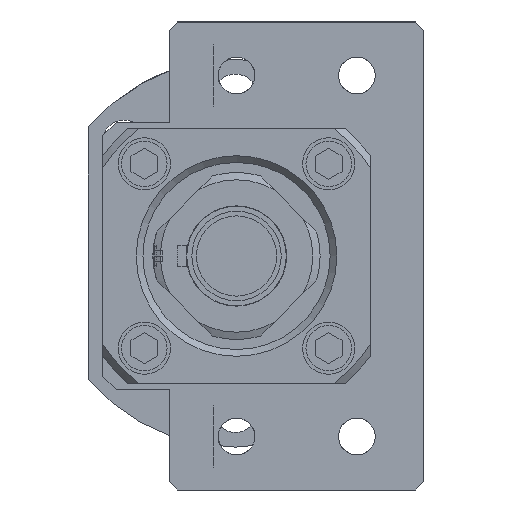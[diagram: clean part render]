
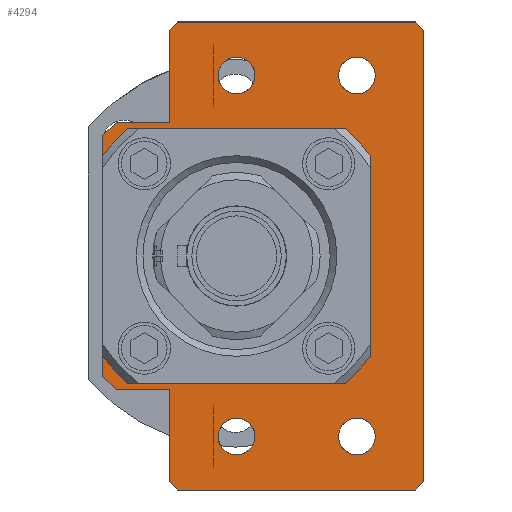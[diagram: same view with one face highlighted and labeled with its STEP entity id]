
A CAD part, left-side view. The second image highlights one B-rep face of the part: STEP entity #4294.
In plain terms, the highlighted face is planar.
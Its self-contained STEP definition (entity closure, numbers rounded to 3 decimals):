
#230=FACE_BOUND('',#814,.T.);
#231=FACE_BOUND('',#815,.T.);
#232=FACE_BOUND('',#816,.T.);
#233=FACE_BOUND('',#817,.T.);
#234=FACE_BOUND('',#818,.T.);
#363=PLANE('',#4718);
#531=FACE_OUTER_BOUND('',#813,.T.);
#813=EDGE_LOOP('',(#3326,#3327,#3328,#3329,#3330,#3331,#3332,#3333,#3334,
#3335,#3336,#3337,#3338,#3339));
#814=EDGE_LOOP('',(#3340));
#815=EDGE_LOOP('',(#3341));
#816=EDGE_LOOP('',(#3342));
#817=EDGE_LOOP('',(#3343));
#818=EDGE_LOOP('',(#3344,#3345,#3346,#3347,#3348,#3349,#3350,#3351));
#1065=LINE('',#7115,#1386);
#1129=LINE('',#7479,#1450);
#1132=LINE('',#7484,#1453);
#1134=LINE('',#7488,#1455);
#1136=LINE('',#7492,#1457);
#1138=LINE('',#7496,#1459);
#1140=LINE('',#7500,#1461);
#1142=LINE('',#7505,#1463);
#1145=LINE('',#7510,#1466);
#1147=LINE('',#7513,#1468);
#1148=LINE('',#7516,#1469);
#1150=LINE('',#7520,#1471);
#1152=LINE('',#7523,#1473);
#1153=LINE('',#7524,#1474);
#1154=LINE('',#7529,#1475);
#1155=LINE('',#7533,#1476);
#1156=LINE('',#7537,#1477);
#1157=LINE('',#7540,#1478);
#1386=VECTOR('',#5146,1000.);
#1450=VECTOR('',#5386,1000.);
#1453=VECTOR('',#5391,1000.);
#1455=VECTOR('',#5395,1000.);
#1457=VECTOR('',#5399,1000.);
#1459=VECTOR('',#5403,1000.);
#1461=VECTOR('',#5407,1000.);
#1463=VECTOR('',#5411,1000.);
#1466=VECTOR('',#5416,1000.);
#1468=VECTOR('',#5420,1000.);
#1469=VECTOR('',#5423,1000.);
#1471=VECTOR('',#5427,1000.);
#1473=VECTOR('',#5431,1000.);
#1474=VECTOR('',#5432,1000.);
#1475=VECTOR('',#5435,1000.);
#1476=VECTOR('',#5438,1000.);
#1477=VECTOR('',#5441,1000.);
#1478=VECTOR('',#5444,1000.);
#1701=CIRCLE('',#4601,2.75);
#1703=CIRCLE('',#4606,2.75);
#1705=CIRCLE('',#4611,2.75);
#1707=CIRCLE('',#4616,2.75);
#1762=CIRCLE('',#4719,24.);
#1763=CIRCLE('',#4720,24.);
#1764=CIRCLE('',#4721,24.);
#1765=CIRCLE('',#4722,24.);
#1891=VERTEX_POINT('',#6389);
#1905=VERTEX_POINT('',#6595);
#1919=VERTEX_POINT('',#6801);
#1933=VERTEX_POINT('',#7007);
#1941=VERTEX_POINT('',#7113);
#1942=VERTEX_POINT('',#7114);
#2044=VERTEX_POINT('',#7477);
#2045=VERTEX_POINT('',#7478);
#2046=VERTEX_POINT('',#7483);
#2047=VERTEX_POINT('',#7487);
#2048=VERTEX_POINT('',#7491);
#2049=VERTEX_POINT('',#7495);
#2050=VERTEX_POINT('',#7499);
#2051=VERTEX_POINT('',#7503);
#2052=VERTEX_POINT('',#7504);
#2053=VERTEX_POINT('',#7509);
#2054=VERTEX_POINT('',#7515);
#2055=VERTEX_POINT('',#7519);
#2056=VERTEX_POINT('',#7525);
#2057=VERTEX_POINT('',#7526);
#2058=VERTEX_POINT('',#7528);
#2059=VERTEX_POINT('',#7530);
#2060=VERTEX_POINT('',#7532);
#2061=VERTEX_POINT('',#7534);
#2062=VERTEX_POINT('',#7536);
#2063=VERTEX_POINT('',#7538);
#2315=EDGE_CURVE('',#1891,#1891,#1701,.T.);
#2332=EDGE_CURVE('',#1905,#1905,#1703,.T.);
#2349=EDGE_CURVE('',#1919,#1919,#1705,.T.);
#2366=EDGE_CURVE('',#1933,#1933,#1707,.T.);
#2376=EDGE_CURVE('',#1941,#1942,#1065,.T.);
#2519=EDGE_CURVE('',#2044,#2045,#1129,.T.);
#2522=EDGE_CURVE('',#2045,#2046,#1132,.T.);
#2524=EDGE_CURVE('',#2046,#2047,#1134,.T.);
#2526=EDGE_CURVE('',#2047,#2048,#1136,.T.);
#2528=EDGE_CURVE('',#2048,#2049,#1138,.T.);
#2530=EDGE_CURVE('',#2049,#2050,#1140,.T.);
#2532=EDGE_CURVE('',#2051,#2052,#1142,.T.);
#2535=EDGE_CURVE('',#2052,#2053,#1145,.T.);
#2537=EDGE_CURVE('',#2053,#2044,#1147,.T.);
#2538=EDGE_CURVE('',#2050,#2054,#1148,.T.);
#2540=EDGE_CURVE('',#2055,#2051,#1150,.T.);
#2542=EDGE_CURVE('',#1941,#2055,#1152,.T.);
#2543=EDGE_CURVE('',#2054,#1942,#1153,.T.);
#2544=EDGE_CURVE('',#2056,#2057,#1762,.T.);
#2545=EDGE_CURVE('',#2058,#2057,#1154,.T.);
#2546=EDGE_CURVE('',#2058,#2059,#1763,.T.);
#2547=EDGE_CURVE('',#2060,#2059,#1155,.T.);
#2548=EDGE_CURVE('',#2060,#2061,#1764,.T.);
#2549=EDGE_CURVE('',#2062,#2061,#1156,.T.);
#2550=EDGE_CURVE('',#2062,#2063,#1765,.T.);
#2551=EDGE_CURVE('',#2056,#2063,#1157,.T.);
#3326=ORIENTED_EDGE('',*,*,#2542,.T.);
#3327=ORIENTED_EDGE('',*,*,#2540,.T.);
#3328=ORIENTED_EDGE('',*,*,#2532,.T.);
#3329=ORIENTED_EDGE('',*,*,#2535,.T.);
#3330=ORIENTED_EDGE('',*,*,#2537,.T.);
#3331=ORIENTED_EDGE('',*,*,#2519,.T.);
#3332=ORIENTED_EDGE('',*,*,#2522,.T.);
#3333=ORIENTED_EDGE('',*,*,#2524,.T.);
#3334=ORIENTED_EDGE('',*,*,#2526,.T.);
#3335=ORIENTED_EDGE('',*,*,#2528,.T.);
#3336=ORIENTED_EDGE('',*,*,#2530,.T.);
#3337=ORIENTED_EDGE('',*,*,#2538,.T.);
#3338=ORIENTED_EDGE('',*,*,#2543,.T.);
#3339=ORIENTED_EDGE('',*,*,#2376,.F.);
#3340=ORIENTED_EDGE('',*,*,#2315,.T.);
#3341=ORIENTED_EDGE('',*,*,#2332,.T.);
#3342=ORIENTED_EDGE('',*,*,#2349,.T.);
#3343=ORIENTED_EDGE('',*,*,#2366,.T.);
#3344=ORIENTED_EDGE('',*,*,#2544,.T.);
#3345=ORIENTED_EDGE('',*,*,#2545,.F.);
#3346=ORIENTED_EDGE('',*,*,#2546,.T.);
#3347=ORIENTED_EDGE('',*,*,#2547,.F.);
#3348=ORIENTED_EDGE('',*,*,#2548,.T.);
#3349=ORIENTED_EDGE('',*,*,#2549,.F.);
#3350=ORIENTED_EDGE('',*,*,#2550,.T.);
#3351=ORIENTED_EDGE('',*,*,#2551,.F.);
#4294=ADVANCED_FACE('',(#531,#230,#231,#232,#233,#234),#363,.T.);
#4601=AXIS2_PLACEMENT_3D('',#6390,#5097,#5098);
#4606=AXIS2_PLACEMENT_3D('',#6596,#5110,#5111);
#4611=AXIS2_PLACEMENT_3D('',#6802,#5123,#5124);
#4616=AXIS2_PLACEMENT_3D('',#7008,#5136,#5137);
#4718=AXIS2_PLACEMENT_3D('',#7522,#5429,#5430);
#4719=AXIS2_PLACEMENT_3D('',#7527,#5433,#5434);
#4720=AXIS2_PLACEMENT_3D('',#7531,#5436,#5437);
#4721=AXIS2_PLACEMENT_3D('',#7535,#5439,#5440);
#4722=AXIS2_PLACEMENT_3D('',#7539,#5442,#5443);
#5097=DIRECTION('center_axis',(0.,0.,-1.));
#5098=DIRECTION('ref_axis',(1.,0.,0.));
#5110=DIRECTION('center_axis',(0.,0.,-1.));
#5111=DIRECTION('ref_axis',(1.,0.,0.));
#5123=DIRECTION('center_axis',(0.,0.,-1.));
#5124=DIRECTION('ref_axis',(1.,0.,0.));
#5136=DIRECTION('center_axis',(0.,0.,-1.));
#5137=DIRECTION('ref_axis',(1.,0.,0.));
#5146=DIRECTION('',(1.,0.,0.));
#5386=DIRECTION('',(0.707,-0.707,0.));
#5391=DIRECTION('',(1.,0.,0.));
#5395=DIRECTION('',(0.707,0.707,0.));
#5399=DIRECTION('',(0.,1.,0.));
#5403=DIRECTION('',(-0.707,0.707,0.));
#5407=DIRECTION('',(-1.,0.,0.));
#5411=DIRECTION('',(-1.,0.,0.));
#5416=DIRECTION('',(-0.707,-0.707,0.));
#5420=DIRECTION('',(0.,-1.,0.));
#5423=DIRECTION('',(0.,1.,0.));
#5427=DIRECTION('',(0.,-1.,0.));
#5429=DIRECTION('center_axis',(0.,0.,1.));
#5430=DIRECTION('ref_axis',(1.,0.,0.));
#5431=DIRECTION('',(-0.707,-0.707,0.));
#5432=DIRECTION('',(-0.707,0.707,0.));
#5433=DIRECTION('center_axis',(0.,0.,-1.));
#5434=DIRECTION('ref_axis',(-1.,0.,0.));
#5435=DIRECTION('',(-1.,0.,0.));
#5436=DIRECTION('center_axis',(0.,0.,-1.));
#5437=DIRECTION('ref_axis',(-1.,0.,0.));
#5438=DIRECTION('',(0.,1.,0.));
#5439=DIRECTION('center_axis',(0.,0.,-1.));
#5440=DIRECTION('ref_axis',(-1.,0.,0.));
#5441=DIRECTION('',(1.,0.,0.));
#5442=DIRECTION('center_axis',(0.,0.,-1.));
#5443=DIRECTION('ref_axis',(-1.,0.,0.));
#5444=DIRECTION('',(0.,-1.,0.));
#6389=CARTESIAN_POINT('',(-29.75,0.,0.));
#6390=CARTESIAN_POINT('Origin',(-27.,0.,0.));
#6595=CARTESIAN_POINT('',(24.25,0.,0.));
#6596=CARTESIAN_POINT('Origin',(27.,0.,0.));
#6801=CARTESIAN_POINT('',(-29.75,-18.,0.));
#6802=CARTESIAN_POINT('Origin',(-27.,-18.,0.));
#7007=CARTESIAN_POINT('',(24.25,-18.,0.));
#7008=CARTESIAN_POINT('Origin',(27.,-18.,0.));
#7113=CARTESIAN_POINT('',(-18.,20.,0.));
#7114=CARTESIAN_POINT('',(18.,20.,0.));
#7115=CARTESIAN_POINT('',(18.,20.,0.));
#7477=CARTESIAN_POINT('',(-35.,-26.8,0.));
#7478=CARTESIAN_POINT('',(-33.8,-28.,0.));
#7479=CARTESIAN_POINT('',(-35.,-26.8,0.));
#7483=CARTESIAN_POINT('',(33.8,-28.,0.));
#7484=CARTESIAN_POINT('',(-33.8,-28.,0.));
#7487=CARTESIAN_POINT('',(35.,-26.8,0.));
#7488=CARTESIAN_POINT('',(33.8,-28.,0.));
#7491=CARTESIAN_POINT('',(35.,8.8,0.));
#7492=CARTESIAN_POINT('',(35.,-26.8,0.));
#7495=CARTESIAN_POINT('',(33.8,10.,0.));
#7496=CARTESIAN_POINT('',(35.,8.8,0.));
#7499=CARTESIAN_POINT('',(20.,10.,0.));
#7500=CARTESIAN_POINT('',(33.8,10.,0.));
#7503=CARTESIAN_POINT('',(-20.,10.,0.));
#7504=CARTESIAN_POINT('',(-33.8,10.,0.));
#7505=CARTESIAN_POINT('',(-20.,10.,0.));
#7509=CARTESIAN_POINT('',(-35.,8.8,0.));
#7510=CARTESIAN_POINT('',(-33.8,10.,0.));
#7513=CARTESIAN_POINT('',(-35.,8.8,0.));
#7515=CARTESIAN_POINT('',(20.,18.,0.));
#7516=CARTESIAN_POINT('',(20.,10.,0.));
#7519=CARTESIAN_POINT('',(-20.,18.,0.));
#7520=CARTESIAN_POINT('',(-20.,18.,0.));
#7522=CARTESIAN_POINT('Origin',(0.,0.,0.));
#7523=CARTESIAN_POINT('',(-18.,20.,0.));
#7524=CARTESIAN_POINT('',(20.,18.,0.));
#7525=CARTESIAN_POINT('',(-18.98,14.689,0.));
#7526=CARTESIAN_POINT('',(-13.297,19.98,0.));
#7527=CARTESIAN_POINT('Origin',(0.,0.,0.));
#7528=CARTESIAN_POINT('',(13.297,19.98,0.));
#7529=CARTESIAN_POINT('',(18.98,19.98,0.));
#7530=CARTESIAN_POINT('',(18.98,14.689,0.));
#7531=CARTESIAN_POINT('Origin',(0.,0.,0.));
#7532=CARTESIAN_POINT('',(18.98,-14.689,0.));
#7533=CARTESIAN_POINT('',(18.98,-19.98,0.));
#7534=CARTESIAN_POINT('',(13.297,-19.98,0.));
#7535=CARTESIAN_POINT('Origin',(0.,0.,0.));
#7536=CARTESIAN_POINT('',(-13.297,-19.98,0.));
#7537=CARTESIAN_POINT('',(-18.98,-19.98,0.));
#7538=CARTESIAN_POINT('',(-18.98,-14.689,0.));
#7539=CARTESIAN_POINT('Origin',(0.,0.,0.));
#7540=CARTESIAN_POINT('',(-18.98,19.98,0.));
